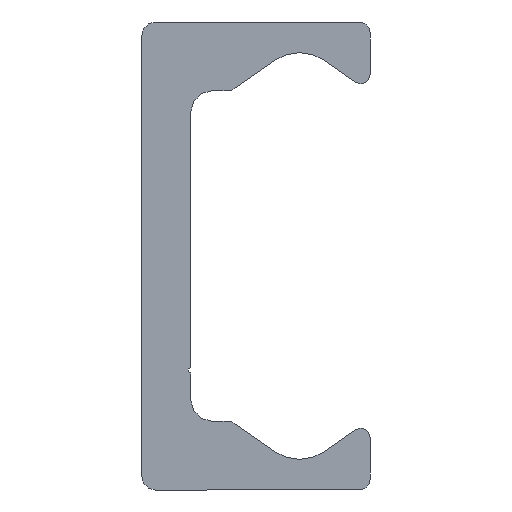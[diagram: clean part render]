
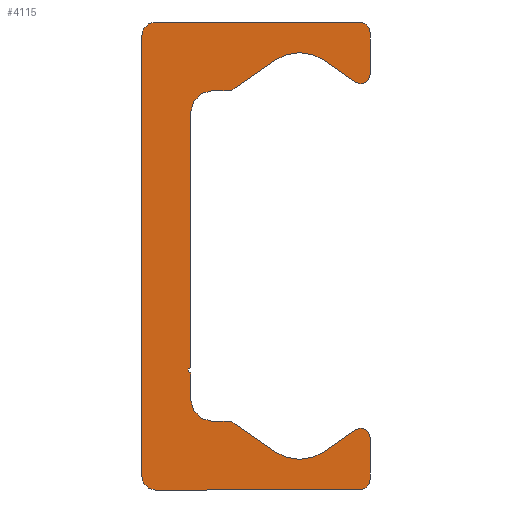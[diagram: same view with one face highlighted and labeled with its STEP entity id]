
A CAD part, left-side view. The second image highlights one B-rep face of the part: STEP entity #4115.
In plain terms, the highlighted planar face has unit normal (-1, 0, 0).
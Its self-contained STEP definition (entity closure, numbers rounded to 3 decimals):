
#3008=CARTESIAN_POINT('',(0.0,9.25,-21.5));
#3009=VERTEX_POINT('',#3008);
#3016=CARTESIAN_POINT('',(0.0,10.5,-20.25));
#3017=VERTEX_POINT('',#3016);
#3018=CARTESIAN_POINT('',(0.0,9.25,-20.25));
#3019=DIRECTION('',(1.0,0.0,0.0));
#3020=DIRECTION('',(0.0,0.0,-1.0));
#3021=AXIS2_PLACEMENT_3D('',#3018,#3019,#3020);
#3022=CIRCLE('',#3021,1.25);
#3023=EDGE_CURVE('',#3009,#3017,#3022,.T.);
#3047=CARTESIAN_POINT('',(0.0,-9.5,-21.5));
#3048=VERTEX_POINT('',#3047);
#3055=CARTESIAN_POINT('',(0.0,-9.5,-21.5));
#3056=DIRECTION('',(0.0,1.0,0.0));
#3057=VECTOR('',#3056,18.75);
#3058=LINE('',#3055,#3057);
#3059=EDGE_CURVE('',#3048,#3009,#3058,.T.);
#3079=CARTESIAN_POINT('',(0.0,-10.5,-20.5));
#3080=VERTEX_POINT('',#3079);
#3087=CARTESIAN_POINT('',(0.0,-9.5,-20.5));
#3088=DIRECTION('',(1.0,0.0,0.0));
#3089=DIRECTION('',(0.0,-1.0,0.0));
#3090=AXIS2_PLACEMENT_3D('',#3087,#3088,#3089);
#3091=CIRCLE('',#3090,1.0);
#3092=EDGE_CURVE('',#3080,#3048,#3091,.T.);
#3111=CARTESIAN_POINT('',(0.0,-10.5,-16.65));
#3112=VERTEX_POINT('',#3111);
#3119=CARTESIAN_POINT('',(0.0,-10.5,-16.65));
#3120=DIRECTION('',(0.0,0.0,-1.0));
#3121=VECTOR('',#3120,3.85);
#3122=LINE('',#3119,#3121);
#3123=EDGE_CURVE('',#3112,#3080,#3122,.T.);
#3143=CARTESIAN_POINT('',(0.0,-9.162,-15.954));
#3144=VERTEX_POINT('',#3143);
#3151=CARTESIAN_POINT('',(0.0,-9.65,-16.65));
#3152=DIRECTION('',(1.0,0.0,0.0));
#3153=DIRECTION('',(0.0,0.574,0.819));
#3154=AXIS2_PLACEMENT_3D('',#3151,#3152,#3153);
#3155=CIRCLE('',#3154,0.85);
#3156=EDGE_CURVE('',#3144,#3112,#3155,.T.);
#3175=CARTESIAN_POINT('',(0.0,-6.294,-17.962));
#3176=VERTEX_POINT('',#3175);
#3183=CARTESIAN_POINT('',(0.0,-6.294,-17.962));
#3184=DIRECTION('',(0.0,-0.819,0.574));
#3185=VECTOR('',#3184,3.501);
#3186=LINE('',#3183,#3185);
#3187=EDGE_CURVE('',#3176,#3144,#3186,.T.);
#3207=CARTESIAN_POINT('',(0.0,-1.706,-17.962));
#3208=VERTEX_POINT('',#3207);
#3215=CARTESIAN_POINT('',(0.0,-4.,-14.685));
#3216=DIRECTION('',(-1.0,0.0,0.0));
#3217=DIRECTION('',(0.0,0.574,0.819));
#3218=AXIS2_PLACEMENT_3D('',#3215,#3216,#3217);
#3219=CIRCLE('',#3218,4.0);
#3220=EDGE_CURVE('',#3208,#3176,#3219,.T.);
#3239=CARTESIAN_POINT('',(0.0,1.981,-15.381));
#3240=VERTEX_POINT('',#3239);
#3247=CARTESIAN_POINT('',(0.0,1.981,-15.381));
#3248=DIRECTION('',(0.0,-0.819,-0.574));
#3249=VECTOR('',#3248,4.5);
#3250=LINE('',#3247,#3249);
#3251=EDGE_CURVE('',#3240,#3208,#3250,.T.);
#3271=CARTESIAN_POINT('',(0.0,2.554,-15.2));
#3272=VERTEX_POINT('',#3271);
#3279=CARTESIAN_POINT('',(0.0,2.554,-16.2));
#3280=DIRECTION('',(1.0,0.0,0.0));
#3281=DIRECTION('',(0.0,0.0,1.0));
#3282=AXIS2_PLACEMENT_3D('',#3279,#3280,#3281);
#3283=CIRCLE('',#3282,1.);
#3284=EDGE_CURVE('',#3272,#3240,#3283,.T.);
#3303=CARTESIAN_POINT('',(0.0,4.0,-15.2));
#3304=VERTEX_POINT('',#3303);
#3311=CARTESIAN_POINT('',(0.0,4.0,-15.2));
#3312=DIRECTION('',(0.0,-1.0,0.0));
#3313=VECTOR('',#3312,1.446);
#3314=LINE('',#3311,#3313);
#3315=EDGE_CURVE('',#3304,#3272,#3314,.T.);
#3335=CARTESIAN_POINT('',(0.0,6.,-13.2));
#3336=VERTEX_POINT('',#3335);
#3343=CARTESIAN_POINT('',(0.0,4.,-13.2));
#3344=DIRECTION('',(-1.0,0.0,0.0));
#3345=DIRECTION('',(0.0,0.0,1.0));
#3346=AXIS2_PLACEMENT_3D('',#3343,#3344,#3345);
#3347=CIRCLE('',#3346,2.0);
#3348=EDGE_CURVE('',#3336,#3304,#3347,.T.);
#3367=CARTESIAN_POINT('',(0.0,6.,-10.75));
#3368=VERTEX_POINT('',#3367);
#3375=CARTESIAN_POINT('',(0.0,6.,-10.75));
#3376=DIRECTION('',(0.0,0.0,-1.0));
#3377=VECTOR('',#3376,2.45);
#3378=LINE('',#3375,#3377);
#3379=EDGE_CURVE('',#3368,#3336,#3378,.T.);
#3399=CARTESIAN_POINT('',(0.0,6.,-10.25));
#3400=VERTEX_POINT('',#3399);
#3407=CARTESIAN_POINT('',(0.0,6.,-10.5));
#3408=DIRECTION('',(-1.0,0.0,0.0));
#3409=DIRECTION('',(0.0,0.0,1.0));
#3410=AXIS2_PLACEMENT_3D('',#3407,#3408,#3409);
#3411=CIRCLE('',#3410,0.25);
#3412=EDGE_CURVE('',#3400,#3368,#3411,.T.);
#3431=CARTESIAN_POINT('',(0.0,6.,13.2));
#3432=VERTEX_POINT('',#3431);
#3439=CARTESIAN_POINT('',(0.0,6.,13.2));
#3440=DIRECTION('',(0.0,0.0,-1.0));
#3441=VECTOR('',#3440,23.45);
#3442=LINE('',#3439,#3441);
#3443=EDGE_CURVE('',#3432,#3400,#3442,.T.);
#3592=CARTESIAN_POINT('',(0.0,4.0,15.2));
#3593=VERTEX_POINT('',#3592);
#3600=CARTESIAN_POINT('',(0.0,4.,13.2));
#3601=DIRECTION('',(-1.0,0.0,0.0));
#3602=DIRECTION('',(0.0,-1.0,0.0));
#3603=AXIS2_PLACEMENT_3D('',#3600,#3601,#3602);
#3604=CIRCLE('',#3603,2.0);
#3605=EDGE_CURVE('',#3593,#3432,#3604,.T.);
#3624=CARTESIAN_POINT('',(0.0,2.554,15.2));
#3625=VERTEX_POINT('',#3624);
#3632=CARTESIAN_POINT('',(0.0,2.554,15.2));
#3633=DIRECTION('',(0.0,1.0,0.0));
#3634=VECTOR('',#3633,1.446);
#3635=LINE('',#3632,#3634);
#3636=EDGE_CURVE('',#3625,#3593,#3635,.T.);
#3656=CARTESIAN_POINT('',(0.0,1.981,15.381));
#3657=VERTEX_POINT('',#3656);
#3664=CARTESIAN_POINT('',(0.0,2.554,16.2));
#3665=DIRECTION('',(1.0,0.0,0.0));
#3666=DIRECTION('',(0.0,-0.574,-0.819));
#3667=AXIS2_PLACEMENT_3D('',#3664,#3665,#3666);
#3668=CIRCLE('',#3667,1.);
#3669=EDGE_CURVE('',#3657,#3625,#3668,.T.);
#3688=CARTESIAN_POINT('',(0.0,-1.706,17.962));
#3689=VERTEX_POINT('',#3688);
#3696=CARTESIAN_POINT('',(0.0,-1.706,17.962));
#3697=DIRECTION('',(0.0,0.819,-0.574));
#3698=VECTOR('',#3697,4.5);
#3699=LINE('',#3696,#3698);
#3700=EDGE_CURVE('',#3689,#3657,#3699,.T.);
#3720=CARTESIAN_POINT('',(0.0,-6.294,17.962));
#3721=VERTEX_POINT('',#3720);
#3728=CARTESIAN_POINT('',(0.0,-4.,14.685));
#3729=DIRECTION('',(-1.0,0.0,0.0));
#3730=DIRECTION('',(0.0,-0.574,-0.819));
#3731=AXIS2_PLACEMENT_3D('',#3728,#3729,#3730);
#3732=CIRCLE('',#3731,4.0);
#3733=EDGE_CURVE('',#3721,#3689,#3732,.T.);
#3752=CARTESIAN_POINT('',(0.0,-9.162,15.954));
#3753=VERTEX_POINT('',#3752);
#3760=CARTESIAN_POINT('',(0.0,-9.162,15.954));
#3761=DIRECTION('',(0.0,0.819,0.574));
#3762=VECTOR('',#3761,3.501);
#3763=LINE('',#3760,#3762);
#3764=EDGE_CURVE('',#3753,#3721,#3763,.T.);
#3784=CARTESIAN_POINT('',(0.0,-10.5,16.65));
#3785=VERTEX_POINT('',#3784);
#3792=CARTESIAN_POINT('',(0.0,-9.65,16.65));
#3793=DIRECTION('',(1.0,0.0,0.0));
#3794=DIRECTION('',(0.0,-1.0,0.0));
#3795=AXIS2_PLACEMENT_3D('',#3792,#3793,#3794);
#3796=CIRCLE('',#3795,0.85);
#3797=EDGE_CURVE('',#3785,#3753,#3796,.T.);
#3816=CARTESIAN_POINT('',(0.0,-10.5,20.5));
#3817=VERTEX_POINT('',#3816);
#3824=CARTESIAN_POINT('',(0.0,-10.5,20.5));
#3825=DIRECTION('',(0.0,0.0,-1.0));
#3826=VECTOR('',#3825,3.85);
#3827=LINE('',#3824,#3826);
#3828=EDGE_CURVE('',#3817,#3785,#3827,.T.);
#3848=CARTESIAN_POINT('',(0.0,-9.5,21.5));
#3849=VERTEX_POINT('',#3848);
#3856=CARTESIAN_POINT('',(0.0,-9.5,20.5));
#3857=DIRECTION('',(1.0,0.0,0.0));
#3858=DIRECTION('',(0.0,0.0,1.0));
#3859=AXIS2_PLACEMENT_3D('',#3856,#3857,#3858);
#3860=CIRCLE('',#3859,1.0);
#3861=EDGE_CURVE('',#3849,#3817,#3860,.T.);
#3880=CARTESIAN_POINT('',(0.0,9.25,21.5));
#3881=VERTEX_POINT('',#3880);
#3888=CARTESIAN_POINT('',(0.0,9.25,21.5));
#3889=DIRECTION('',(0.0,-1.0,0.0));
#3890=VECTOR('',#3889,18.75);
#3891=LINE('',#3888,#3890);
#3892=EDGE_CURVE('',#3881,#3849,#3891,.T.);
#3912=CARTESIAN_POINT('',(0.0,10.5,20.25));
#3913=VERTEX_POINT('',#3912);
#3920=CARTESIAN_POINT('',(0.0,9.25,20.25));
#3921=DIRECTION('',(1.0,0.0,0.0));
#3922=DIRECTION('',(0.0,1.0,0.0));
#3923=AXIS2_PLACEMENT_3D('',#3920,#3921,#3922);
#3924=CIRCLE('',#3923,1.25);
#3925=EDGE_CURVE('',#3913,#3881,#3924,.T.);
#3943=CARTESIAN_POINT('',(0.0,10.5,-20.25));
#3944=DIRECTION('',(0.0,0.0,1.0));
#3945=VECTOR('',#3944,40.5);
#3946=LINE('',#3943,#3945);
#3947=EDGE_CURVE('',#3017,#3913,#3946,.T.);
#4082=CARTESIAN_POINT('',(0.0,2.66,-0.019));
#4083=DIRECTION('',(1.0,0.0,0.0));
#4084=DIRECTION('',(0.0,0.0,-1.0));
#4085=AXIS2_PLACEMENT_3D('',#4082,#4083,#4084);
#4086=PLANE('',#4085);
#4087=ORIENTED_EDGE('',*,*,#3947,.F.);
#4088=ORIENTED_EDGE('',*,*,#3023,.F.);
#4089=ORIENTED_EDGE('',*,*,#3059,.F.);
#4090=ORIENTED_EDGE('',*,*,#3092,.F.);
#4091=ORIENTED_EDGE('',*,*,#3123,.F.);
#4092=ORIENTED_EDGE('',*,*,#3156,.F.);
#4093=ORIENTED_EDGE('',*,*,#3187,.F.);
#4094=ORIENTED_EDGE('',*,*,#3220,.F.);
#4095=ORIENTED_EDGE('',*,*,#3251,.F.);
#4096=ORIENTED_EDGE('',*,*,#3284,.F.);
#4097=ORIENTED_EDGE('',*,*,#3315,.F.);
#4098=ORIENTED_EDGE('',*,*,#3348,.F.);
#4099=ORIENTED_EDGE('',*,*,#3379,.F.);
#4100=ORIENTED_EDGE('',*,*,#3412,.F.);
#4101=ORIENTED_EDGE('',*,*,#3443,.F.);
#4102=ORIENTED_EDGE('',*,*,#3605,.F.);
#4103=ORIENTED_EDGE('',*,*,#3636,.F.);
#4104=ORIENTED_EDGE('',*,*,#3669,.F.);
#4105=ORIENTED_EDGE('',*,*,#3700,.F.);
#4106=ORIENTED_EDGE('',*,*,#3733,.F.);
#4107=ORIENTED_EDGE('',*,*,#3764,.F.);
#4108=ORIENTED_EDGE('',*,*,#3797,.F.);
#4109=ORIENTED_EDGE('',*,*,#3828,.F.);
#4110=ORIENTED_EDGE('',*,*,#3861,.F.);
#4111=ORIENTED_EDGE('',*,*,#3892,.F.);
#4112=ORIENTED_EDGE('',*,*,#3925,.F.);
#4113=EDGE_LOOP('',(#4087,#4088,#4089,#4090,#4091,#4092,#4093,#4094,#4095,#4096,#4097,#4098,#4099,#4100,#4101,#4102,#4103,#4104,#4105,#4106,#4107,#4108,#4109,#4110,#4111,#4112));
#4114=FACE_OUTER_BOUND('',#4113,.T.);
#4115=ADVANCED_FACE('',(#4114),#4086,.F.);
